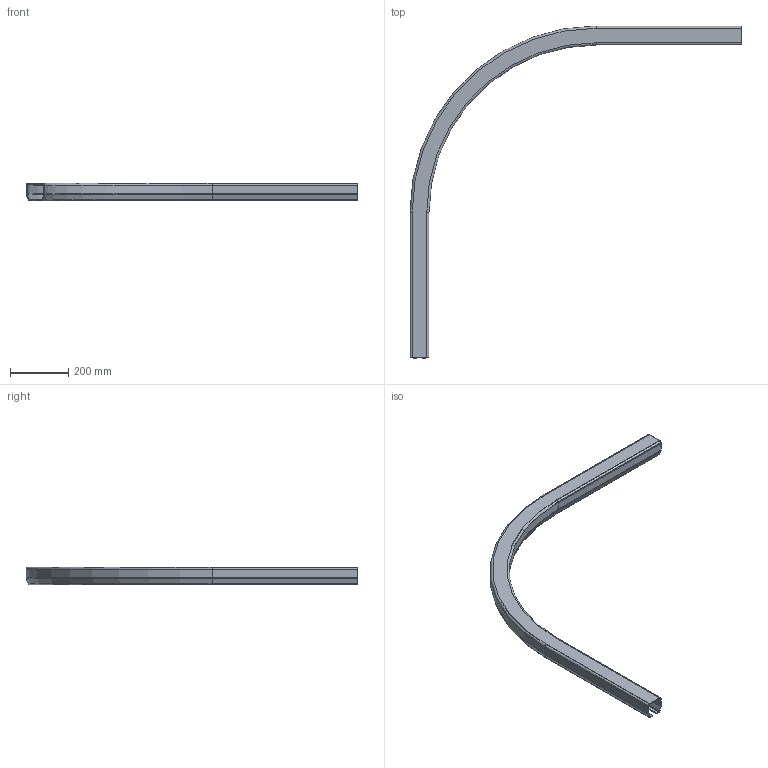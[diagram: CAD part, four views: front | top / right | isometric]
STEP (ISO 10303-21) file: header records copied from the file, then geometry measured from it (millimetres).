
FILE_DESCRIPTION(('STEP AP214'),'1');
FILE_NAME('PMH Kurva 5 90º R=605.stp','2013-08-06T09:35:03',(' '),(' '),'Spatial InterOp 3D',' ',' ');
FILE_SCHEMA(('automotive_design'));
Length unit declared in the file: millimetre
Products named in the file (2): PMH Profilskena 5 kurva 5 90_ R=605; NAUO1
Assembly tree (1 placements, depth 2):
  PMH Profilskena 5 kurva 5 90_ R=605
    NAUO1
Bounding box: 1137.5 x 1137.5 x 60 mm (x, y, z)
Volume: 1399487.9 mm3; surface area: 792970.8 mm2
Topology: 1 solids, 1 shells, 74 faces, 184 edges, 112 vertices
Faces by surface type: cylinder 30, plane 28, torus 12, cone 4
Entity records: 2823 total; most frequent: DIRECTION 412, CARTESIAN_POINT 372, ORIENTED_EDGE 368, EDGE_CURVE 184, AXIS2_PLACEMENT_3D 152, VERTEX_POINT 112, LINE 108, VECTOR 108
